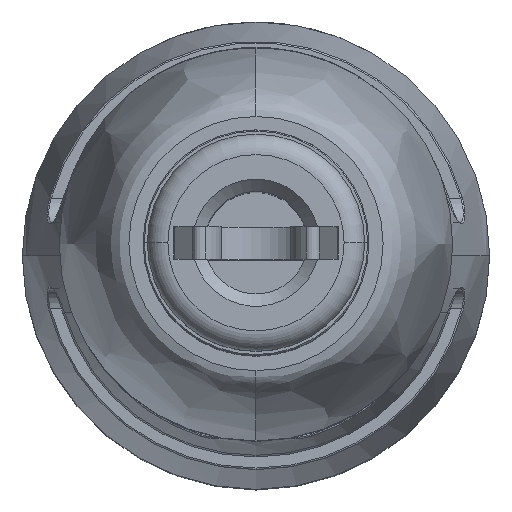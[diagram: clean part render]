
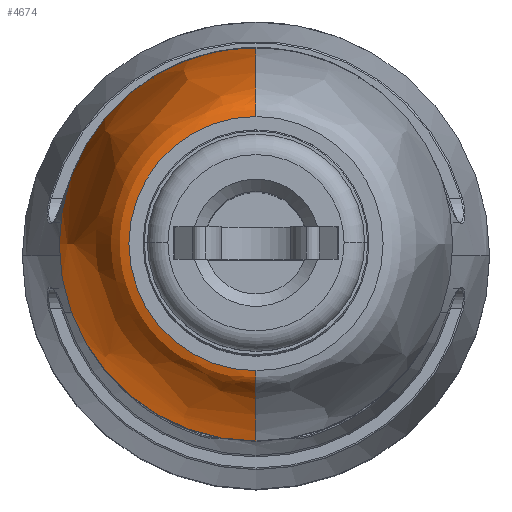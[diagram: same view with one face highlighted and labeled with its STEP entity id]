
A CAD part, top view. The second image highlights one B-rep face of the part: STEP entity #4674.
In plain terms, the highlighted free-form (B-spline) face has degree [3, 3] with [6, 4] control points.
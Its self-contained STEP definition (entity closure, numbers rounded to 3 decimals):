
#659 = CARTESIAN_POINT ( 'NONE',  ( 13.822, -4.8, 0. ) ) ;
#2577 =( BOUNDED_SURFACE ( )  B_SPLINE_SURFACE ( 3, 3, ( 
 ( #24540, #24193, #24131, #24123 ),
 ( #24094, #23991, #23954, #23925 ),
 ( #23893, #23788, #23745, #23710 ),
 ( #23704, #23634, #23604, #23597 ),
 ( #23532, #23499, #23465, #23429 ),
 ( #23397, #23360, #23326, #23293 ) ),
 .UNSPECIFIED., .F., .F., .T. ) 
 B_SPLINE_SURFACE_WITH_KNOTS ( ( 4, 1, 1, 4 ),
 ( 4, 4 ),
 ( 0., 0.429, 0.529, 1. ),
 ( 0., 1. ),
 .UNSPECIFIED. ) 
 GEOMETRIC_REPRESENTATION_ITEM ( )  RATIONAL_B_SPLINE_SURFACE ( (
 ( 1., 0.333, 0.333, 1.),
 ( 1., 0.333, 0.333, 1.),
 ( 1., 0.333, 0.333, 1.),
 ( 1., 0.333, 0.333, 1.),
 ( 1., 0.333, 0.333, 1.),
 ( 1., 0.333, 0.333, 1.) ) ) 
 REPRESENTATION_ITEM ( '' )  SURFACE ( )  );
#3291 = CIRCLE ( 'NONE', #29207, 4.8 ) ;
#4674 = ADVANCED_FACE ( 'NONE', ( #18822 ), #2577, .F. ) ;
#5474 = AXIS2_PLACEMENT_3D ( 'NONE', #14023, #30606, #16416 ) ;
#5588 = CARTESIAN_POINT ( 'NONE',  ( 13.822, 0., 0. ) ) ;
#6215 = CARTESIAN_POINT ( 'NONE',  ( 4.822, 3.1, 0. ) ) ;
#8057 = DIRECTION ( 'NONE',  ( 0., 0., 1. ) ) ;
#8651 = CARTESIAN_POINT ( 'NONE',  ( 13.822, -4.8, 0. ) ) ;
#9393 = CARTESIAN_POINT ( 'NONE',  ( 4.822, -3.1, 0. ) ) ;
#10440 = EDGE_LOOP ( 'NONE', ( #18487, #18118, #16907, #15273, #13175 ) ) ;
#11082 = CARTESIAN_POINT ( 'NONE',  ( 6.753, -4.294, 0. ) ) ;
#11615 = CIRCLE ( 'NONE', #19756, 4.8 ) ;
#11687 = VERTEX_POINT ( 'NONE', #9393 ) ;
#12539 = VERTEX_POINT ( 'NONE', #27060 ) ;
#12756 = EDGE_CURVE ( 'NONE', #19236, #12539, #3291, .T. ) ;
#12899 = EDGE_CURVE ( 'NONE', #19236, #22530, #18321, .T. ) ;
#13175 = ORIENTED_EDGE ( 'NONE', *, *, #12756, .T. ) ;
#13529 = CARTESIAN_POINT ( 'NONE',  ( 4.822, -3.1, 0. ) ) ;
#13755 = VERTEX_POINT ( 'NONE', #659 ) ;
#14023 = CARTESIAN_POINT ( 'NONE',  ( 4.822, 0., 0. ) ) ;
#14144 = B_SPLINE_CURVE_WITH_KNOTS ( 'NONE', 3,
 ( #8651, #22959, #25381, #11082, #27784, #13529 ),
 .UNSPECIFIED., .F., .F.,
 ( 4, 1, 1, 4 ),
 ( 0., 0.429, 0.529, 1. ),
 .UNSPECIFIED. ) ;
#15273 = ORIENTED_EDGE ( 'NONE', *, *, #12899, .F. ) ;
#16416 = DIRECTION ( 'NONE',  ( 0., 0., 1. ) ) ;
#16907 = ORIENTED_EDGE ( 'NONE', *, *, #17405, .F. ) ;
#17405 = EDGE_CURVE ( 'NONE', #22530, #11687, #21607, .T. ) ;
#18014 = EDGE_CURVE ( 'NONE', #13755, #11687, #14144, .T. ) ;
#18118 = ORIENTED_EDGE ( 'NONE', *, *, #18014, .T. ) ;
#18321 = B_SPLINE_CURVE_WITH_KNOTS ( 'NONE', 3,
 ( #19309, #19335, #19366, #19272, #19266, #19249 ),
 .UNSPECIFIED., .F., .F.,
 ( 4, 1, 1, 4 ),
 ( 0., 0.429, 0.529, 1. ),
 .UNSPECIFIED. ) ;
#18487 = ORIENTED_EDGE ( 'NONE', *, *, #18677, .T. ) ;
#18677 = EDGE_CURVE ( 'NONE', #12539, #13755, #11615, .T. ) ;
#18822 = FACE_OUTER_BOUND ( 'NONE', #10440, .T. ) ;
#19236 = VERTEX_POINT ( 'NONE', #23067 ) ;
#19249 = CARTESIAN_POINT ( 'NONE',  ( 4.822, 3.1, 0. ) ) ;
#19266 = CARTESIAN_POINT ( 'NONE',  ( 4.822, 3.71, 0. ) ) ;
#19272 = CARTESIAN_POINT ( 'NONE',  ( 6.753, 4.294, 0. ) ) ;
#19309 = CARTESIAN_POINT ( 'NONE',  ( 13.822, 4.8, 0. ) ) ;
#19335 = CARTESIAN_POINT ( 'NONE',  ( 13.398, 4.8, 0. ) ) ;
#19366 = CARTESIAN_POINT ( 'NONE',  ( 10.153, 4.759, 0. ) ) ;
#19756 = AXIS2_PLACEMENT_3D ( 'NONE', #5588, #22387, #8057 ) ;
#20712 = DIRECTION ( 'NONE',  ( 0., 0., 1. ) ) ;
#20736 = DIRECTION ( 'NONE',  ( -1., 0., 0. ) ) ;
#20786 = CARTESIAN_POINT ( 'NONE',  ( 13.822, 0., 0. ) ) ;
#21607 = CIRCLE ( 'NONE', #5474, 3.1 ) ;
#22387 = DIRECTION ( 'NONE',  ( -1., 0., 0. ) ) ;
#22530 = VERTEX_POINT ( 'NONE', #6215 ) ;
#22959 = CARTESIAN_POINT ( 'NONE',  ( 13.398, -4.8, 0. ) ) ;
#23067 = CARTESIAN_POINT ( 'NONE',  ( 13.822, 4.8, 0. ) ) ;
#23293 = CARTESIAN_POINT ( 'NONE',  ( 4.822, -3.1, 0. ) ) ;
#23326 = CARTESIAN_POINT ( 'NONE',  ( 4.822, -3.1, -6.2 ) ) ;
#23360 = CARTESIAN_POINT ( 'NONE',  ( 4.822, 3.1, -6.2 ) ) ;
#23397 = CARTESIAN_POINT ( 'NONE',  ( 4.822, 3.1, 0. ) ) ;
#23429 = CARTESIAN_POINT ( 'NONE',  ( 4.822, -3.71, 0. ) ) ;
#23465 = CARTESIAN_POINT ( 'NONE',  ( 4.822, -3.71, -7.421 ) ) ;
#23499 = CARTESIAN_POINT ( 'NONE',  ( 4.822, 3.71, -7.421 ) ) ;
#23532 = CARTESIAN_POINT ( 'NONE',  ( 4.822, 3.71, 0. ) ) ;
#23597 = CARTESIAN_POINT ( 'NONE',  ( 6.753, -4.294, 0. ) ) ;
#23604 = CARTESIAN_POINT ( 'NONE',  ( 6.753, -4.294, -8.588 ) ) ;
#23634 = CARTESIAN_POINT ( 'NONE',  ( 6.753, 4.294, -8.588 ) ) ;
#23704 = CARTESIAN_POINT ( 'NONE',  ( 6.753, 4.294, 0. ) ) ;
#23710 = CARTESIAN_POINT ( 'NONE',  ( 10.153, -4.759, 0. ) ) ;
#23745 = CARTESIAN_POINT ( 'NONE',  ( 10.153, -4.759, -9.518 ) ) ;
#23788 = CARTESIAN_POINT ( 'NONE',  ( 10.153, 4.759, -9.518 ) ) ;
#23893 = CARTESIAN_POINT ( 'NONE',  ( 10.153, 4.759, 0. ) ) ;
#23925 = CARTESIAN_POINT ( 'NONE',  ( 13.398, -4.8, 0. ) ) ;
#23954 = CARTESIAN_POINT ( 'NONE',  ( 13.398, -4.8, -9.6 ) ) ;
#23991 = CARTESIAN_POINT ( 'NONE',  ( 13.398, 4.8, -9.6 ) ) ;
#24094 = CARTESIAN_POINT ( 'NONE',  ( 13.398, 4.8, 0. ) ) ;
#24123 = CARTESIAN_POINT ( 'NONE',  ( 13.822, -4.8, 0. ) ) ;
#24131 = CARTESIAN_POINT ( 'NONE',  ( 13.822, -4.8, -9.6 ) ) ;
#24193 = CARTESIAN_POINT ( 'NONE',  ( 13.822, 4.8, -9.6 ) ) ;
#24540 = CARTESIAN_POINT ( 'NONE',  ( 13.822, 4.8, 0. ) ) ;
#25381 = CARTESIAN_POINT ( 'NONE',  ( 10.153, -4.759, 0. ) ) ;
#27060 = CARTESIAN_POINT ( 'NONE',  ( 13.822, 0., -4.8 ) ) ;
#27784 = CARTESIAN_POINT ( 'NONE',  ( 4.822, -3.71, 0. ) ) ;
#29207 = AXIS2_PLACEMENT_3D ( 'NONE', #20786, #20736, #20712 ) ;
#30606 = DIRECTION ( 'NONE',  ( -1., 0., 0. ) ) ;
